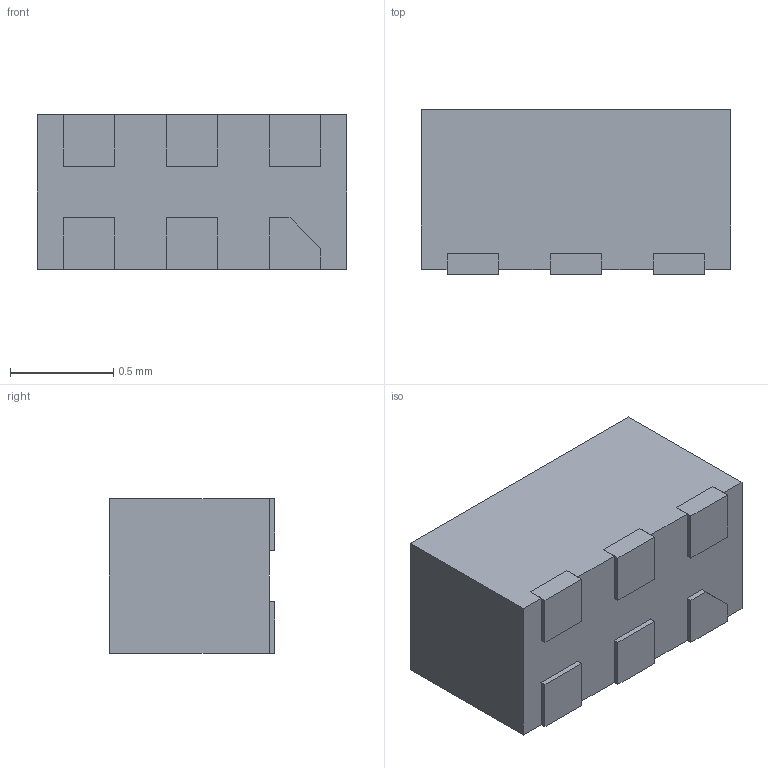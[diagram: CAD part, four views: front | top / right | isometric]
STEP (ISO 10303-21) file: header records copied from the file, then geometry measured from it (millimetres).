
FILE_DESCRIPTION((''),'2;1');
FILE_NAME('RZG0006A_ASM','2021-11-16T09:18:44',('a0414801'),(''),'CREO PARAMETRIC BY PTC INC, 2018500','CREO PARAMETRIC BY PTC INC, 2018500','');
FILE_SCHEMA(('AUTOMOTIVE_DESIGN { 1 0 10303 214 1 1 1 1 }'));
Length unit declared in the file: millimetre
Products named in the file (3): BODY-RZG0006A; FRAME-RZG0006A; RZG0006A_ASM
Assembly tree (2 placements, depth 2):
  RZG0006A_ASM
    BODY-RZG0006A
    FRAME-RZG0006A
Bounding box: 1.5 x 0.8 x 0.75 mm (x, y, z)
Volume: 0.9 mm3; surface area: 7.3 mm2
Topology: 7 solids, 7 shells, 68 faces, 162 edges, 108 vertices
Faces by surface type: plane 68
Entity records: 2679 total; most frequent: CARTESIAN_POINT 350, ORIENTED_EDGE 324, DIRECTION 308, PRESENTATION_STYLE_ASSIGNMENT 175, STYLED_ITEM 169, VECTOR 162, LINE 162, CURVE_STYLE 162
